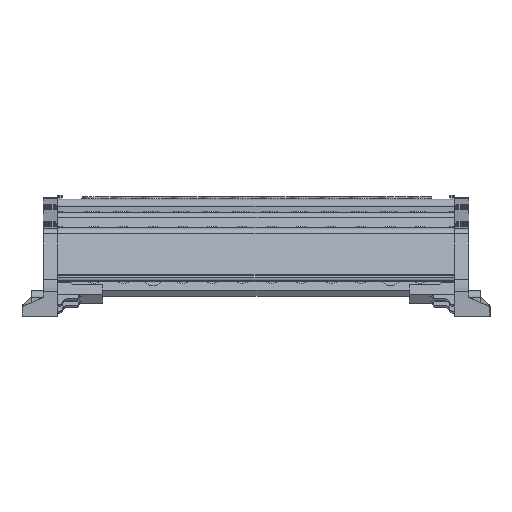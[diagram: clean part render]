
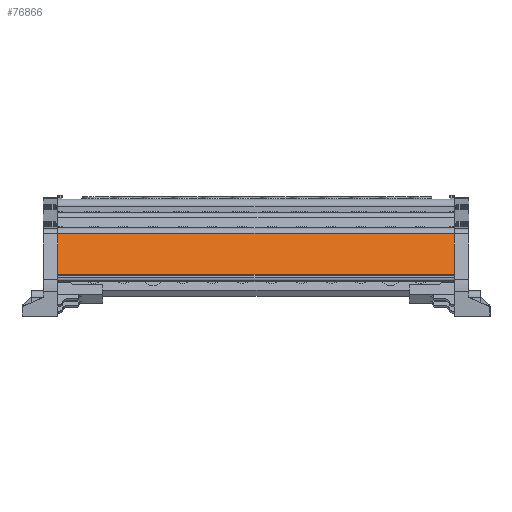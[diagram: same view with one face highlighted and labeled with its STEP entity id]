
A CAD part, top view. The second image highlights one B-rep face of the part: STEP entity #76866.
In plain terms, the highlighted planar face has unit normal (0, 0.276, 0.961).
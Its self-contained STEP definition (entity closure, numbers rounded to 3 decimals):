
#6462 = VERTEX_POINT ( 'NONE', #81943 ) ;
#6477 = VERTEX_POINT ( 'NONE', #82062 ) ;
#6572 = CARTESIAN_POINT ( 'NONE',  ( -12.174, 274.443, 39.986 ) ) ;
#6594 = LINE ( 'NONE', #6572, #74548 ) ;
#6620 = DIRECTION ( 'NONE',  ( -1., 0., 0. ) ) ;
#7029 = LINE ( 'NONE', #7070, #74628 ) ;
#7070 = CARTESIAN_POINT ( 'NONE',  ( -122.799, 266.403, 42.292 ) ) ;
#7103 = DIRECTION ( 'NONE',  ( 0., 0.961, -0.276 ) ) ;
#16569 = CARTESIAN_POINT ( 'NONE',  ( 44.198, 274.443, 39.986 ) ) ;
#16598 = CARTESIAN_POINT ( 'NONE',  ( 44.198, 255.321, 45.469 ) ) ;
#17622 = LINE ( 'NONE', #17624, #74731 ) ;
#17624 = CARTESIAN_POINT ( 'NONE',  ( -12.174, 255.321, 45.469 ) ) ;
#17650 = DIRECTION ( 'NONE',  ( -1., 0., 0. ) ) ;
#20749 = AXIS2_PLACEMENT_3D ( 'NONE', #69633, #69678, #69639 ) ;
#26099 = VECTOR ( 'NONE', #31138, 1000. ) ;
#29649 = EDGE_CURVE ( 'NONE', #103827, #6462, #6594, .T. ) ;
#29847 = EDGE_CURVE ( 'NONE', #6477, #6462, #7029, .T. ) ;
#29945 = EDGE_CURVE ( 'NONE', #103955, #6477, #17622, .T. ) ;
#31133 = CARTESIAN_POINT ( 'NONE',  ( 44.198, 297.153, 33.474 ) ) ;
#31138 = DIRECTION ( 'NONE',  ( 0., -0.961, 0.276 ) ) ;
#31153 = LINE ( 'NONE', #31133, #26099 ) ;
#57445 = EDGE_CURVE ( 'NONE', #103827, #103955, #31153, .T. ) ;
#69151 = ORIENTED_EDGE ( 'NONE', *, *, #57445, .F. ) ;
#69183 = ORIENTED_EDGE ( 'NONE', *, *, #29649, .T. ) ;
#69185 = ORIENTED_EDGE ( 'NONE', *, *, #29945, .F. ) ;
#69350 = ORIENTED_EDGE ( 'NONE', *, *, #29847, .F. ) ;
#69602 = PLANE ( 'NONE',  #20749 ) ;
#69633 = CARTESIAN_POINT ( 'NONE',  ( -12.174, 266.403, 42.292 ) ) ;
#69637 = FACE_OUTER_BOUND ( 'NONE', #95229, .T. ) ;
#69639 = DIRECTION ( 'NONE',  ( 0., -0.961, 0.276 ) ) ;
#69678 = DIRECTION ( 'NONE',  ( 0., 0.276, 0.961 ) ) ;
#74548 = VECTOR ( 'NONE', #6620, 1000. ) ;
#74628 = VECTOR ( 'NONE', #7103, 1000. ) ;
#74731 = VECTOR ( 'NONE', #17650, 1000. ) ;
#76866 = ADVANCED_FACE ( 'NONE', ( #69637 ), #69602, .T. ) ;
#81943 = CARTESIAN_POINT ( 'NONE',  ( -122.799, 274.443, 39.986 ) ) ;
#82062 = CARTESIAN_POINT ( 'NONE',  ( -122.799, 255.321, 45.469 ) ) ;
#95229 = EDGE_LOOP ( 'NONE', ( #69151, #69183, #69350, #69185 ) ) ;
#103827 = VERTEX_POINT ( 'NONE', #16569 ) ;
#103955 = VERTEX_POINT ( 'NONE', #16598 ) ;
